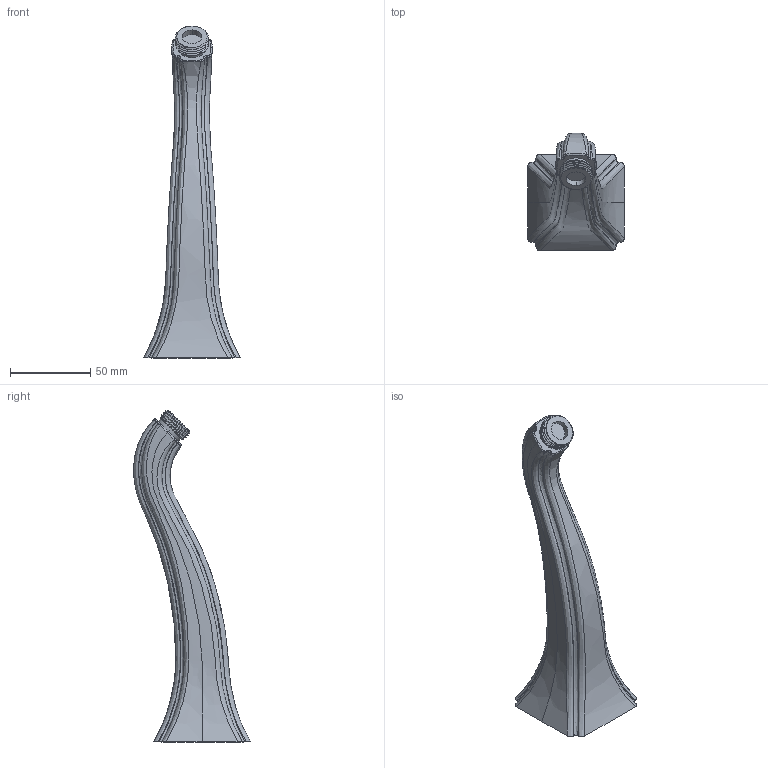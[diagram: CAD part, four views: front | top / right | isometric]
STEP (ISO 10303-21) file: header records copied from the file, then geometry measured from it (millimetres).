
FILE_DESCRIPTION((''),'2;1');
FILE_NAME('201-3','2021-08-27T09:58:57',('rsmith'),(''),'CREO PARAMETRIC BY PTC INC, 2018400','CREO PARAMETRIC BY PTC INC, 2018400','');
FILE_SCHEMA(('AUTOMOTIVE_DESIGN { 1 0 10303 214 1 1 1 1 }'));
Length unit declared in the file: inch
Products named in the file (1): 201-3
Bounding box: 59.94 x 72.54 x 206.31 mm (x, y, z)
Volume: 173205.7 mm3; surface area: 26826.1 mm2
Topology: 1 solids, 1 shells, 79 faces, 191 edges, 118 vertices
Faces by surface type: bspline 58, cylinder 11, plane 6, cone 4
Entity records: 22934 total; most frequent: CARTESIAN_POINT 19764, ORIENTED_EDGE 382, PRESENTATION_STYLE_ASSIGNMENT 271, STYLED_ITEM 192, CURVE_STYLE 191, EDGE_CURVE 191, DIRECTION 169, FILL_AREA_STYLE_COLOUR 157
